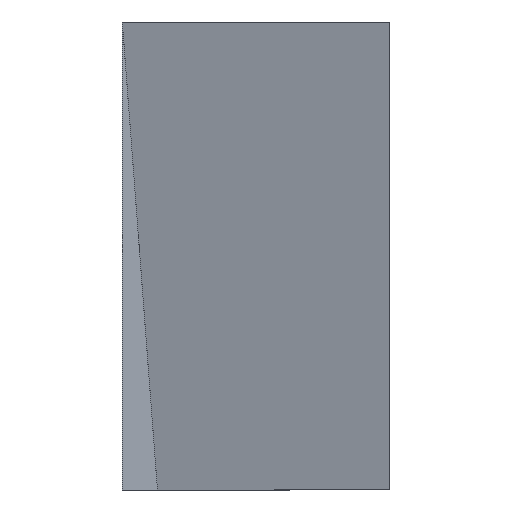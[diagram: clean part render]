
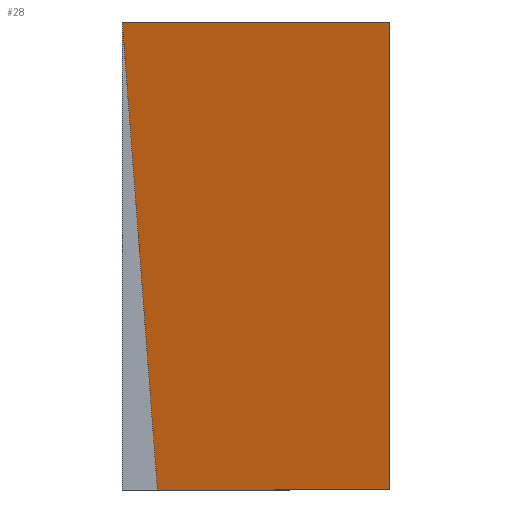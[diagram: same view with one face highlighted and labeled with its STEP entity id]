
A CAD part, left-side view. The second image highlights one B-rep face of the part: STEP entity #28.
In plain terms, the highlighted planar face has unit normal (-0.973, 0, -0.232).
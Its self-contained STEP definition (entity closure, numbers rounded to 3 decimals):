
#10 = EDGE_LOOP ( 'NONE', ( #394, #104, #433, #350 ) ) ;
#17 = DIRECTION ( 'NONE',  ( 0.973, 0., 0.232 ) ) ;
#28 = ADVANCED_FACE ( 'NONE', ( #152 ), #121, .F. ) ;
#31 = LINE ( 'NONE', #175, #93 ) ;
#66 = CARTESIAN_POINT ( 'NONE',  ( -16.5, 0., -10.5 ) ) ;
#73 = LINE ( 'NONE', #323, #449 ) ;
#86 = LINE ( 'NONE', #326, #255 ) ;
#93 = VECTOR ( 'NONE', #313, 1000. ) ;
#96 = VERTEX_POINT ( 'NONE', #209 ) ;
#104 = ORIENTED_EDGE ( 'NONE', *, *, #239, .T. ) ;
#108 = VERTEX_POINT ( 'NONE', #140 ) ;
#121 = PLANE ( 'NONE',  #187 ) ;
#140 = CARTESIAN_POINT ( 'NONE',  ( -16.5, 10.421, -10.5 ) ) ;
#152 = FACE_OUTER_BOUND ( 'NONE', #10, .T. ) ;
#175 = CARTESIAN_POINT ( 'NONE',  ( -21.5, 12., 10.5 ) ) ;
#187 = AXIS2_PLACEMENT_3D ( 'NONE', #373, #17, #371 ) ;
#191 = VECTOR ( 'NONE', #414, 1000. ) ;
#209 = CARTESIAN_POINT ( 'NONE',  ( -21.5, 12., 10.5 ) ) ;
#210 = EDGE_CURVE ( 'NONE', #96, #211, #31, .T. ) ;
#211 = VERTEX_POINT ( 'NONE', #453 ) ;
#218 = DIRECTION ( 'NONE',  ( 0., -1., 0. ) ) ;
#223 = VERTEX_POINT ( 'NONE', #66 ) ;
#226 = DIRECTION ( 'NONE',  ( -0.232, 0., 0.973 ) ) ;
#239 = EDGE_CURVE ( 'NONE', #96, #108, #306, .T. ) ;
#255 = VECTOR ( 'NONE', #226, 1000. ) ;
#271 = CARTESIAN_POINT ( 'NONE',  ( -16.527, 10.429, -10.388 ) ) ;
#306 = LINE ( 'NONE', #271, #191 ) ;
#313 = DIRECTION ( 'NONE',  ( 0., -1., 0. ) ) ;
#323 = CARTESIAN_POINT ( 'NONE',  ( -16.5, 12., -10.5 ) ) ;
#326 = CARTESIAN_POINT ( 'NONE',  ( -16.5, 0., -10.5 ) ) ;
#350 = ORIENTED_EDGE ( 'NONE', *, *, #358, .T. ) ;
#358 = EDGE_CURVE ( 'NONE', #223, #211, #86, .T. ) ;
#370 = EDGE_CURVE ( 'NONE', #108, #223, #73, .T. ) ;
#371 = DIRECTION ( 'NONE',  ( 0.232, 0., -0.973 ) ) ;
#373 = CARTESIAN_POINT ( 'NONE',  ( -16.5, 12., -10.5 ) ) ;
#394 = ORIENTED_EDGE ( 'NONE', *, *, #210, .F. ) ;
#414 = DIRECTION ( 'NONE',  ( 0.231, -0.073, -0.97 ) ) ;
#433 = ORIENTED_EDGE ( 'NONE', *, *, #370, .T. ) ;
#449 = VECTOR ( 'NONE', #218, 1000. ) ;
#453 = CARTESIAN_POINT ( 'NONE',  ( -21.5, 0., 10.5 ) ) ;
